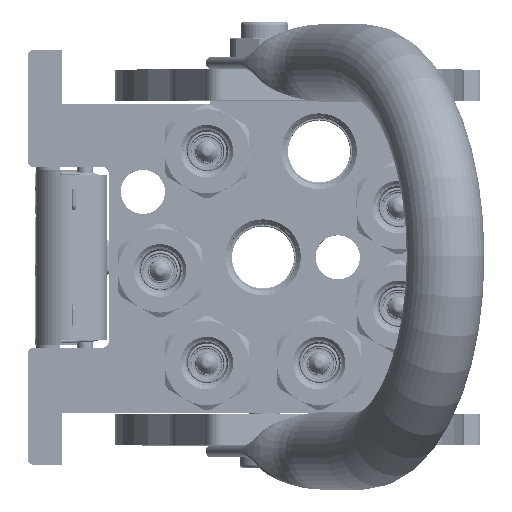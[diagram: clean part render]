
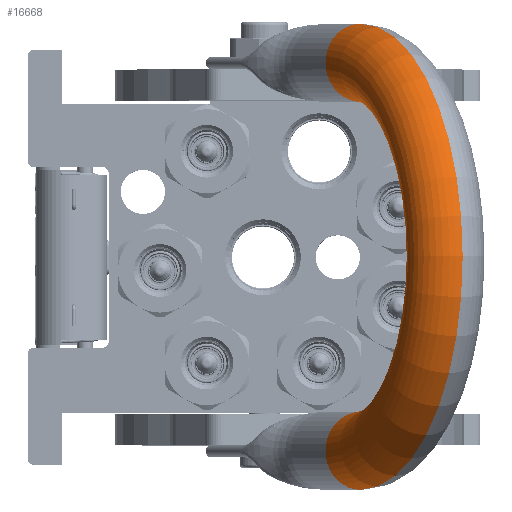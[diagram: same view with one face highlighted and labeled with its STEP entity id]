
A CAD part, top view. The second image highlights one B-rep face of the part: STEP entity #16668.
In plain terms, the highlighted toroidal (fillet/blend) face has major radius 62.25 mm and minor radius 12.5 mm.
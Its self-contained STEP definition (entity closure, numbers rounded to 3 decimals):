
#110 = CARTESIAN_POINT ( 'NONE',  ( 62.25, 0., 25.25 ) ) ;
#4826 = DIRECTION ( 'NONE',  ( 0., 1., 0. ) ) ;
#9199 = AXIS2_PLACEMENT_3D ( 'NONE', #88168, #4826, #24466 ) ;
#16668 = ADVANCED_FACE ( 'NONE', ( #128753 ), #44030, .T. ) ;
#19006 = AXIS2_PLACEMENT_3D ( 'NONE', #110, #113548, #51173 ) ;
#23246 = CIRCLE ( 'NONE', #118878, 12.5 ) ;
#24466 = DIRECTION ( 'NONE',  ( -1., 0., 0. ) ) ;
#32125 = ORIENTED_EDGE ( 'NONE', *, *, #49057, .T. ) ;
#33492 = CARTESIAN_POINT ( 'NONE',  ( -62.25, 0., 25.25 ) ) ;
#34158 = AXIS2_PLACEMENT_3D ( 'NONE', #98937, #129956, #109858 ) ;
#34780 = EDGE_CURVE ( 'NONE', #52777, #41230, #50086, .T. ) ;
#41230 = VERTEX_POINT ( 'NONE', #103607 ) ;
#43327 = VERTEX_POINT ( 'NONE', #70117 ) ;
#44030 = TOROIDAL_SURFACE ( 'NONE', #34158, 62.25, 12.5 ) ;
#49057 = EDGE_CURVE ( 'NONE', #43327, #41230, #52088, .T. ) ;
#50086 = CIRCLE ( 'NONE', #19006, 12.5 ) ;
#51173 = DIRECTION ( 'NONE',  ( 1., 0., 0. ) ) ;
#52088 = CIRCLE ( 'NONE', #115657, 49.75 ) ;
#52777 = VERTEX_POINT ( 'NONE', #113800 ) ;
#52908 = VERTEX_POINT ( 'NONE', #85077 ) ;
#53541 = DIRECTION ( 'NONE',  ( -1., 0., 0. ) ) ;
#53836 = CARTESIAN_POINT ( 'NONE',  ( 0., 0., 25.25 ) ) ;
#70117 = CARTESIAN_POINT ( 'NONE',  ( -49.75, 0., 25.25 ) ) ;
#82050 = DIRECTION ( 'NONE',  ( 0., 1., 0. ) ) ;
#82964 = DIRECTION ( 'NONE',  ( -1., 0., 0. ) ) ;
#84496 = DIRECTION ( 'NONE',  ( 0., 0., 1. ) ) ;
#85077 = CARTESIAN_POINT ( 'NONE',  ( -74.75, 0., 25.25 ) ) ;
#86730 = ORIENTED_EDGE ( 'NONE', *, *, #34780, .F. ) ;
#88168 = CARTESIAN_POINT ( 'NONE',  ( 0., 0., 25.25 ) ) ;
#96444 = ORIENTED_EDGE ( 'NONE', *, *, #132074, .T. ) ;
#98937 = CARTESIAN_POINT ( 'NONE',  ( 0., 0., 25.25 ) ) ;
#103607 = CARTESIAN_POINT ( 'NONE',  ( 49.75, 0., 25.25 ) ) ;
#109858 = DIRECTION ( 'NONE',  ( 1., 0., 0. ) ) ;
#113548 = DIRECTION ( 'NONE',  ( 0., 0., -1. ) ) ;
#113800 = CARTESIAN_POINT ( 'NONE',  ( 74.75, 0., 25.25 ) ) ;
#115657 = AXIS2_PLACEMENT_3D ( 'NONE', #53836, #82050, #82964 ) ;
#118878 = AXIS2_PLACEMENT_3D ( 'NONE', #33492, #84496, #53541 ) ;
#123539 = EDGE_CURVE ( 'NONE', #52908, #52777, #128193, .T. ) ;
#127924 = EDGE_LOOP ( 'NONE', ( #32125, #86730, #132989, #96444 ) ) ;
#128193 = CIRCLE ( 'NONE', #9199, 74.75 ) ;
#128753 = FACE_OUTER_BOUND ( 'NONE', #127924, .T. ) ;
#129956 = DIRECTION ( 'NONE',  ( 0., 1., 0. ) ) ;
#132074 = EDGE_CURVE ( 'NONE', #52908, #43327, #23246, .T. ) ;
#132989 = ORIENTED_EDGE ( 'NONE', *, *, #123539, .F. ) ;
